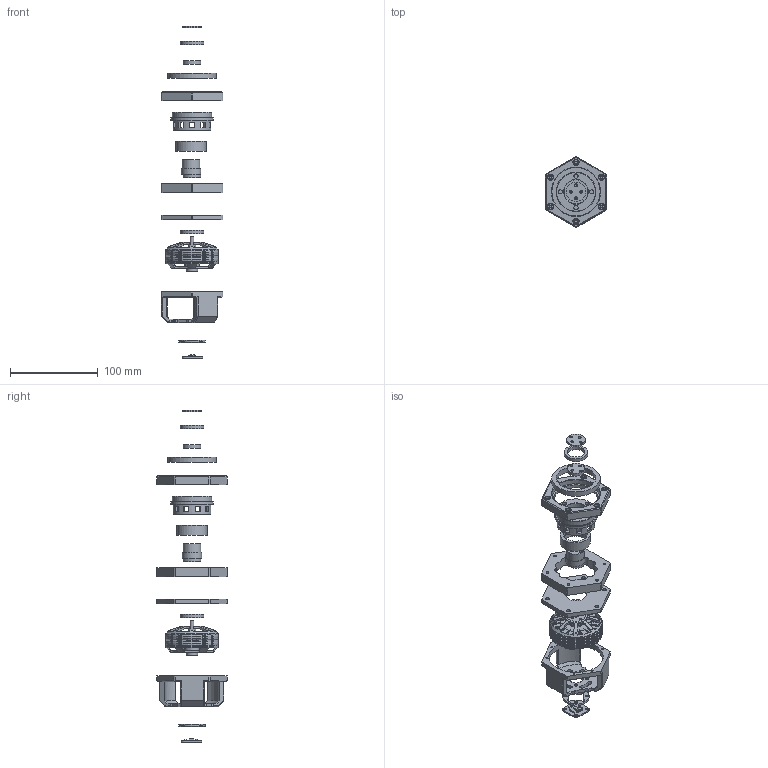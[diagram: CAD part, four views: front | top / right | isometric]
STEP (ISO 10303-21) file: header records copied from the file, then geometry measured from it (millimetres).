
FILE_DESCRIPTION(/* description */ ('STEP AP242','CAx-IF Rec.Pracs.---Representation and Presentation of Product Manufacturing Information (PMI)---4.0---2014-10-13','CAx-IF Rec.Pracs.---3D Tessellated Geometry---0.4---2014-09-14','2;1'),/* implementation_level */ '2;1');
FILE_NAME(/* name */ '67d156d7d05b44492d0c350a',/* time_stamp */ '2025-03-12T09:41:44Z',/* author */ (''),/* organization */ (''),/* preprocessor_version */ 'ST-DEVELOPER v20',/* originating_system */ 'ONSHAPE BY PTC INC, 1.194',/* authorisation */ ' ');
FILE_SCHEMA (('AP242_MANAGED_MODEL_BASED_3D_ENGINEERING_MIM_LF { 1 0 10303 442 1 1 4 }'));
Length unit declared in the file: metre
Products named in the file (17): Assembly 1; bearing_huge; bearing; Part 17; mount; cam_bottom; stator; rotor; cam_middle; body_middle; bldc_cover; AS5600 v1; cam_cover; wave_generator; body_bottom; body_top; separator
Assembly tree (17 placements, depth 2):
  Assembly 1
    bearing_huge
    bearing  x2
    Part 17
    mount
    cam_bottom
    stator
    rotor
    cam_middle
    body_middle
    bldc_cover
    AS5600 v1
    cam_cover
    wave_generator
    body_bottom
    body_top
    separator
Bounding box: 70 x 79.83 x 377.9 mm (x, y, z)
Volume: 160831.2 mm3; surface area: 95040.3 mm2
Topology: 17 solids, 17 shells, 973 faces, 2606 edges, 1710 vertices
Faces by surface type: plane 529, cylinder 287, bspline 87, cone 58, torus 12
Full cylindrical faces by diameter (mm): 1 x7, 2.1 x6, 2.529 x8, 3 x10, 3.1 x12, 3.2 x20, 4 x2, 4.2 x7, 4.8 x4, 5 x4, 6 x6, 8.19 x2, 8.5 x1, 13 x1, 13.65 x1, 16 x1, 16.38 x3, 19.9 x1, 20 x4, 22 x2, 25 x3, 27 x2, 27.1 x1, 27.2 x2, 30 x1, 34.4 x1, 37.76 x1, 43.04 x1, 45 x2, 48 x1
Entity records: 36955 total; most frequent: CARTESIAN_POINT 10387, ORIENTED_EDGE 4776, DIRECTION 4604, EDGE_CURVE 2388, VERTEX_POINT 1660, AXIS2_PLACEMENT_3D 1622, FACE_BOUND 1388, EDGE_LOOP 1387
